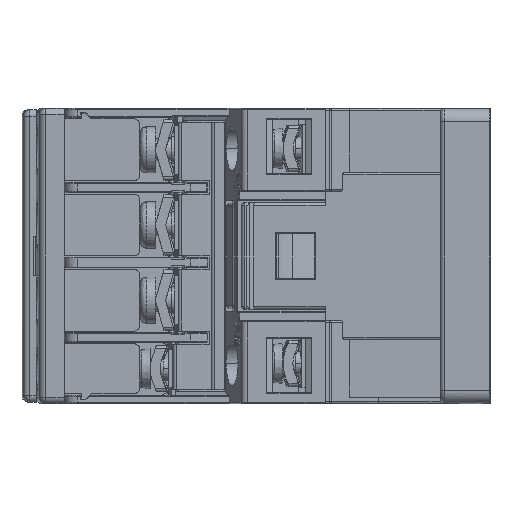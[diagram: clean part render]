
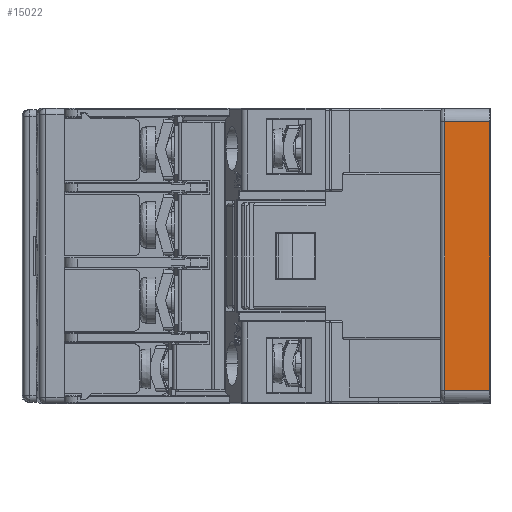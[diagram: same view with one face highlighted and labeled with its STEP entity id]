
A CAD part, left-side view. The second image highlights one B-rep face of the part: STEP entity #15022.
In plain terms, the highlighted planar face has unit normal (-1, 0, 0).
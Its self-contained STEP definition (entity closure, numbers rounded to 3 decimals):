
#9518 = VECTOR ( 'NONE', #32955, 1000. ) ;
#10018 = EDGE_CURVE ( 'NONE', #71813, #71821, #32892, .T. ) ;
#10210 = EDGE_CURVE ( 'NONE', #99985, #71821, #80584, .T. ) ;
#10261 = EDGE_CURVE ( 'NONE', #99957, #71813, #80786, .T. ) ;
#15022 = ADVANCED_FACE ( 'NONE', ( #69609 ), #69634, .T. ) ;
#32892 = LINE ( 'NONE', #32910, #9518 ) ;
#32910 = CARTESIAN_POINT ( 'NONE',  ( -30.568, 1.7, -18.917 ) ) ;
#32955 = DIRECTION ( 'NONE',  ( 0., 0., 1. ) ) ;
#36589 = CARTESIAN_POINT ( 'NONE',  ( -30.568, 1.7, -16.877 ) ) ;
#36595 = CARTESIAN_POINT ( 'NONE',  ( -30.568, 1.7, 23.923 ) ) ;
#38543 = CARTESIAN_POINT ( 'NONE',  ( -30.568, -5.2, -16.877 ) ) ;
#38586 = CARTESIAN_POINT ( 'NONE',  ( -30.568, -5.2, 23.923 ) ) ;
#69609 = FACE_OUTER_BOUND ( 'NONE', #102785, .T. ) ;
#69611 = CARTESIAN_POINT ( 'NONE',  ( -30.568, -5.545, -18.917 ) ) ;
#69612 = DIRECTION ( 'NONE',  ( -1., 0., 0. ) ) ;
#69624 = DIRECTION ( 'NONE',  ( 0., 0., 1. ) ) ;
#69634 = PLANE ( 'NONE',  #77784 ) ;
#71813 = VERTEX_POINT ( 'NONE', #36589 ) ;
#71821 = VERTEX_POINT ( 'NONE', #36595 ) ;
#77784 = AXIS2_PLACEMENT_3D ( 'NONE', #69611, #69612, #69624 ) ;
#80584 = LINE ( 'NONE', #80593, #101797 ) ;
#80585 = DIRECTION ( 'NONE',  ( 0., 1., 0. ) ) ;
#80593 = CARTESIAN_POINT ( 'NONE',  ( -30.568, 2.513, 23.923 ) ) ;
#80786 = LINE ( 'NONE', #80858, #101854 ) ;
#80852 = DIRECTION ( 'NONE',  ( 0., 1., 0. ) ) ;
#80858 = CARTESIAN_POINT ( 'NONE',  ( -30.568, -5.545, -16.877 ) ) ;
#99957 = VERTEX_POINT ( 'NONE', #38543 ) ;
#99985 = VERTEX_POINT ( 'NONE', #38586 ) ;
#101797 = VECTOR ( 'NONE', #80585, 1000. ) ;
#101854 = VECTOR ( 'NONE', #80852, 1000. ) ;
#102785 = EDGE_LOOP ( 'NONE', ( #135124, #135336, #135243, #135188 ) ) ;
#121151 = LINE ( 'NONE', #121231, #123386 ) ;
#121157 = DIRECTION ( 'NONE',  ( 0., 0., -1. ) ) ;
#121231 = CARTESIAN_POINT ( 'NONE',  ( -30.568, -5.2, 28.163 ) ) ;
#123386 = VECTOR ( 'NONE', #121157, 1000. ) ;
#128236 = EDGE_CURVE ( 'NONE', #99985, #99957, #121151, .T. ) ;
#135124 = ORIENTED_EDGE ( 'NONE', *, *, #10018, .F. ) ;
#135188 = ORIENTED_EDGE ( 'NONE', *, *, #10210, .T. ) ;
#135243 = ORIENTED_EDGE ( 'NONE', *, *, #128236, .F. ) ;
#135336 = ORIENTED_EDGE ( 'NONE', *, *, #10261, .F. ) ;
